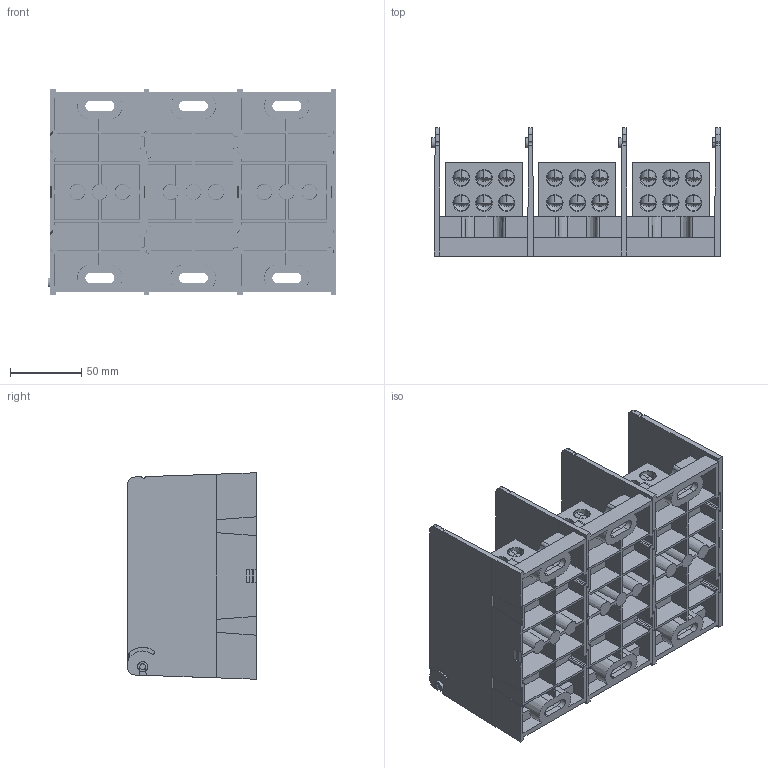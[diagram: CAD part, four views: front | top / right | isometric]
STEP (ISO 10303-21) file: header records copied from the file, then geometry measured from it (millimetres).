
FILE_DESCRIPTION (( 'STEP AP214' ), '1' );
FILE_NAME ('701942_3p_rev-.STEP', '2013-08-27T15:55:09', ( '' ), ( '' ), 'SwSTEP 2.0', 'SolidWorks 2013', '' );
FILE_SCHEMA (( 'AUTOMOTIVE_DESIGN' ));
Length unit declared in the file: inch
Products named in the file (1): 701942_3p_rev-
Bounding box: 202.31 x 90.17 x 144.78 mm (x, y, z)
Volume: 732540.5 mm3; surface area: 380413.3 mm2
Topology: 37 solids, 37 shells, 2989 faces, 7363 edges, 4571 vertices
Faces by surface type: plane 1081, cylinder 1035, cone 726, torus 72, bspline 63, sphere 12
Entity records: 154224 total; most frequent: CARTESIAN_POINT 47975, ORIENTED_EDGE 14666, DIRECTION 12875, EDGE_CURVE 7333, VERTEX_POINT 4571, AXIS2_PLACEMENT_3D 4425, LINE 4025, VECTOR 4025
